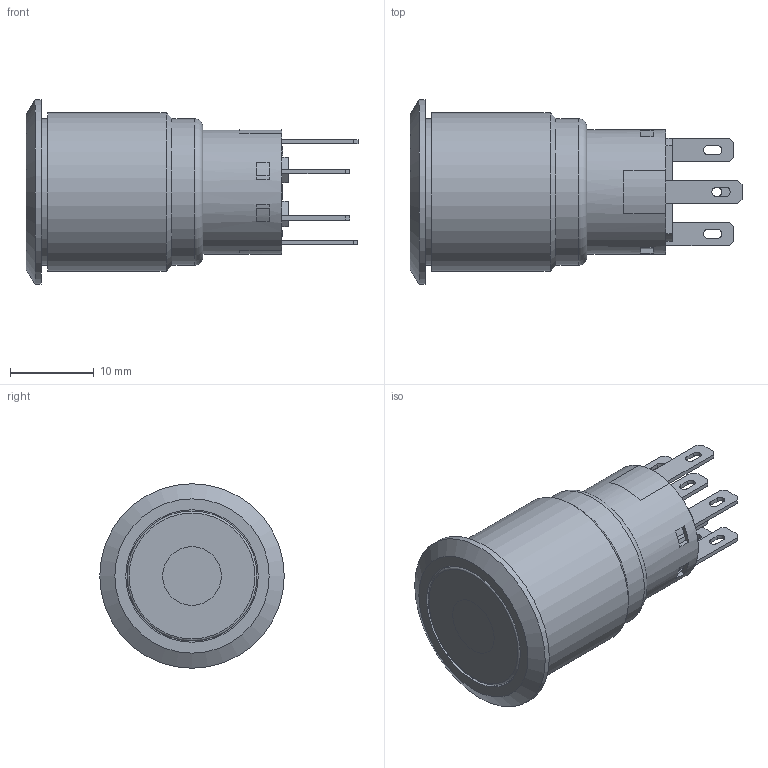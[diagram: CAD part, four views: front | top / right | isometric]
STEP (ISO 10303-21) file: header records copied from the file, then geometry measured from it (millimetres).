
FILE_DESCRIPTION(/* description */ (''),/* implementation_level */ '2;1');
FILE_NAME(/* name */ 'PV4F2H0xx-2xx.stp',/* time_stamp */ '2025-10-29T15:31:33-05:00',/* author */ ('mroman'),/* organization */ (''),/* preprocessor_version */ 'ST-DEVELOPER v18.1',/* originating_system */ 'Autodesk Inventor 2022',/* authorisation */ '');
FILE_SCHEMA (('AUTOMOTIVE_DESIGN { 1 0 10303 214 3 1 1 }'));
Length unit declared in the file: inch
Products named in the file (1): PV4F2H0xx-2xx
Bounding box: 39.6 x 22 x 22 mm (x, y, z)
Volume: 4533.6 mm3; surface area: 4623.2 mm2
Topology: 2 solids, 2 shells, 245 faces, 658 edges, 435 vertices
Faces by surface type: plane 175, cylinder 39, bspline 27, torus 2, cone 2
Full cylindrical faces by diameter (mm): 7 x1, 14.7 x1, 14.9 x1, 15 x1, 15.5 x1, 15.8 x1, 17.5 x2, 18.9 x1, 22 x1
Entity records: 7862 total; most frequent: CARTESIAN_POINT 1698, ORIENTED_EDGE 1316, DIRECTION 1164, EDGE_CURVE 658, LINE 482, VECTOR 482, VERTEX_POINT 435, AXIS2_PLACEMENT_3D 341
